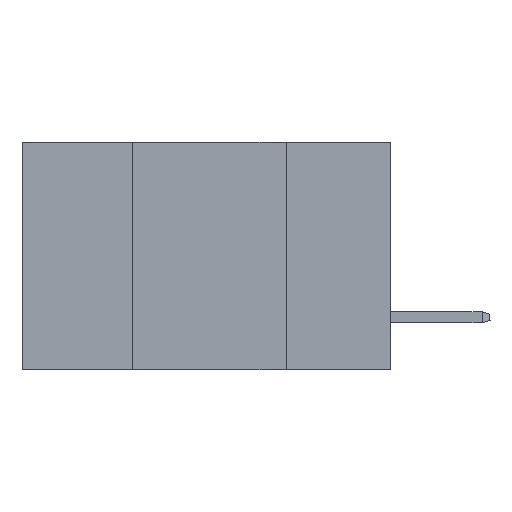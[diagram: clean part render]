
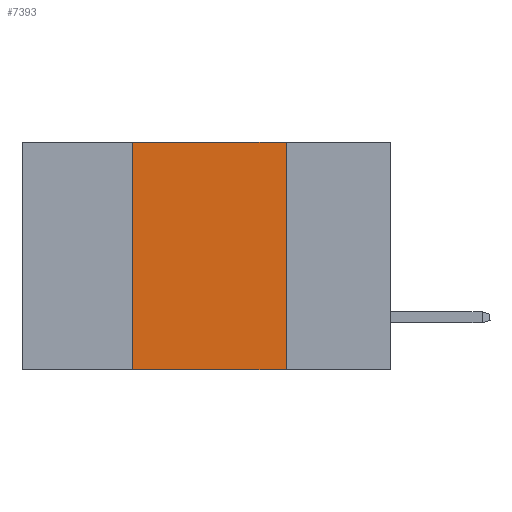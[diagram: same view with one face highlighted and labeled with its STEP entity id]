
A CAD part, left-side view. The second image highlights one B-rep face of the part: STEP entity #7393.
In plain terms, the highlighted planar face has unit normal (-1, 0, 0).
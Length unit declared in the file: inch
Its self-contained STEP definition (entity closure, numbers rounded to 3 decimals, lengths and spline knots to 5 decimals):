
#574 = DIRECTION ( 'NONE',  ( 0., -1., 0. ) ) ;
#1136 = VERTEX_POINT ( 'NONE', #10644 ) ;
#1630 = EDGE_CURVE ( 'NONE', #9856, #1136, #6181, .T. ) ;
#1821 = CARTESIAN_POINT ( 'NONE',  ( 0., 0.17, -0.37 ) ) ;
#2571 = VECTOR ( 'NONE', #10227, 39.37008 ) ;
#3050 = LINE ( 'NONE', #8138, #2571 ) ;
#3346 = PLANE ( 'NONE',  #8114 ) ;
#3926 = DIRECTION ( 'NONE',  ( 0., 0., 1. ) ) ;
#4119 = EDGE_LOOP ( 'NONE', ( #5126, #9158, #10434, #8303 ) ) ;
#4189 = FACE_OUTER_BOUND ( 'NONE', #4119, .T. ) ;
#4435 = DIRECTION ( 'NONE',  ( 0., 0., -1. ) ) ;
#4607 = CARTESIAN_POINT ( 'NONE',  ( 0., 0.6, 0. ) ) ;
#4846 = CARTESIAN_POINT ( 'NONE',  ( 0., 0.42, -0.37 ) ) ;
#5126 = ORIENTED_EDGE ( 'NONE', *, *, #8221, .F. ) ;
#5344 = VERTEX_POINT ( 'NONE', #4846 ) ;
#5547 = VECTOR ( 'NONE', #6389, 39.37008 ) ;
#5980 = VECTOR ( 'NONE', #3926, 39.37008 ) ;
#6181 = LINE ( 'NONE', #4607, #9880 ) ;
#6389 = DIRECTION ( 'NONE',  ( 0., -1., 0. ) ) ;
#6449 = LINE ( 'NONE', #8970, #5980 ) ;
#7153 = LINE ( 'NONE', #8496, #5547 ) ;
#7393 = ADVANCED_FACE ( 'NONE', ( #4189 ), #3346, .F. ) ;
#7491 = DIRECTION ( 'NONE',  ( 1., 0., 0. ) ) ;
#7698 = CARTESIAN_POINT ( 'NONE',  ( 0., 0.42, 0. ) ) ;
#8089 = VERTEX_POINT ( 'NONE', #1821 ) ;
#8102 = EDGE_CURVE ( 'NONE', #5344, #9856, #6449, .T. ) ;
#8114 = AXIS2_PLACEMENT_3D ( 'NONE', #10592, #7491, #4435 ) ;
#8138 = CARTESIAN_POINT ( 'NONE',  ( 0., 0.17, 0. ) ) ;
#8221 = EDGE_CURVE ( 'NONE', #1136, #8089, #3050, .T. ) ;
#8303 = ORIENTED_EDGE ( 'NONE', *, *, #11342, .T. ) ;
#8496 = CARTESIAN_POINT ( 'NONE',  ( 0., 0.6, -0.37 ) ) ;
#8970 = CARTESIAN_POINT ( 'NONE',  ( 0., 0.42, 0. ) ) ;
#9158 = ORIENTED_EDGE ( 'NONE', *, *, #1630, .F. ) ;
#9856 = VERTEX_POINT ( 'NONE', #7698 ) ;
#9880 = VECTOR ( 'NONE', #574, 39.37008 ) ;
#10227 = DIRECTION ( 'NONE',  ( 0., 0., -1. ) ) ;
#10434 = ORIENTED_EDGE ( 'NONE', *, *, #8102, .F. ) ;
#10592 = CARTESIAN_POINT ( 'NONE',  ( 0., 0.6, 0. ) ) ;
#10644 = CARTESIAN_POINT ( 'NONE',  ( 0., 0.17, 0. ) ) ;
#11342 = EDGE_CURVE ( 'NONE', #5344, #8089, #7153, .T. ) ;
